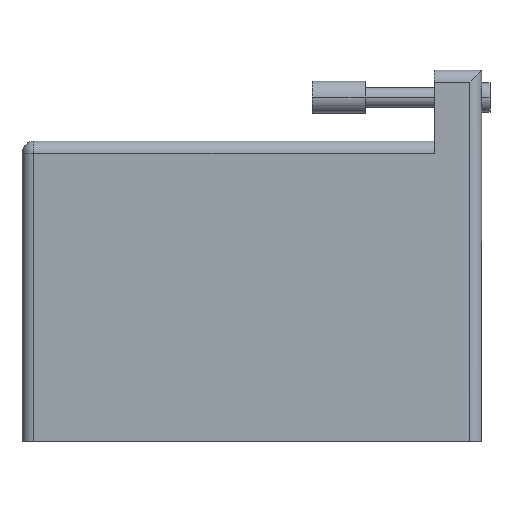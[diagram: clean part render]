
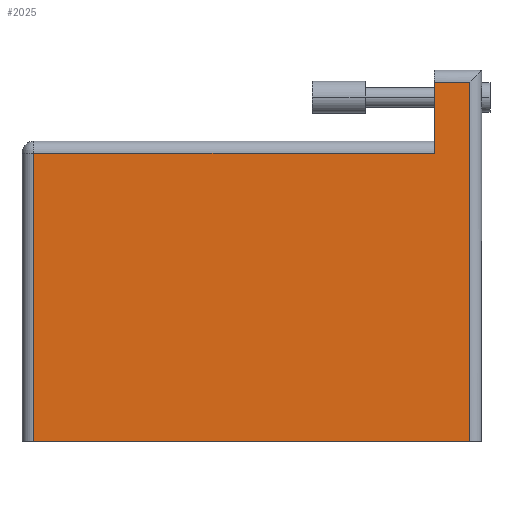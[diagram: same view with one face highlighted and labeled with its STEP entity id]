
A CAD part, top view. The second image highlights one B-rep face of the part: STEP entity #2025.
In plain terms, the highlighted planar face has unit normal (0, 0, 1).
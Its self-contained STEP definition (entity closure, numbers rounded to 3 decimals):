
#68 = DIRECTION ( 'NONE',  ( 0., -1., 0. ) ) ;
#115 = ORIENTED_EDGE ( 'NONE', *, *, #1245, .T. ) ;
#244 = CARTESIAN_POINT ( 'NONE',  ( 61.925, 55.753, 0. ) ) ;
#308 = VECTOR ( 'NONE', #1318, 1000. ) ;
#375 = DIRECTION ( 'NONE',  ( 0., 0., -1. ) ) ;
#396 = DIRECTION ( 'NONE',  ( 1., 0., 0. ) ) ;
#404 = EDGE_CURVE ( 'NONE', #1311, #1899, #1480, .T. ) ;
#430 = ORIENTED_EDGE ( 'NONE', *, *, #487, .T. ) ;
#439 = EDGE_LOOP ( 'NONE', ( #488, #881, #430, #115, #2210, #2042 ) ) ;
#469 = VECTOR ( 'NONE', #396, 1000. ) ;
#487 = EDGE_CURVE ( 'NONE', #638, #1187, #1105, .T. ) ;
#488 = ORIENTED_EDGE ( 'NONE', *, *, #1492, .T. ) ;
#576 = DIRECTION ( 'NONE',  ( 0., -1., 0. ) ) ;
#603 = VECTOR ( 'NONE', #708, 1000. ) ;
#638 = VERTEX_POINT ( 'NONE', #2116 ) ;
#698 = DIRECTION ( 'NONE',  ( -1., 0., 0. ) ) ;
#708 = DIRECTION ( 'NONE',  ( -1., 0., 0. ) ) ;
#724 = EDGE_CURVE ( 'NONE', #774, #1311, #1949, .T. ) ;
#725 = LINE ( 'NONE', #1222, #2203 ) ;
#754 = PLANE ( 'NONE',  #1691 ) ;
#774 = VERTEX_POINT ( 'NONE', #1460 ) ;
#800 = EDGE_CURVE ( 'NONE', #2070, #638, #2183, .T. ) ;
#881 = ORIENTED_EDGE ( 'NONE', *, *, #800, .T. ) ;
#918 = LINE ( 'NONE', #2190, #308 ) ;
#1053 = VECTOR ( 'NONE', #576, 1000. ) ;
#1105 = LINE ( 'NONE', #1491, #469 ) ;
#1131 = CARTESIAN_POINT ( 'NONE',  ( 1.778, 43.307, 0. ) ) ;
#1187 = VERTEX_POINT ( 'NONE', #1643 ) ;
#1222 = CARTESIAN_POINT ( 'NONE',  ( 0., 43.307, 0. ) ) ;
#1245 = EDGE_CURVE ( 'NONE', #1187, #774, #918, .T. ) ;
#1311 = VERTEX_POINT ( 'NONE', #1700 ) ;
#1318 = DIRECTION ( 'NONE',  ( 0., 1., 0. ) ) ;
#1460 = CARTESIAN_POINT ( 'NONE',  ( 67.259, 53.975, 0. ) ) ;
#1480 = LINE ( 'NONE', #244, #1702 ) ;
#1491 = CARTESIAN_POINT ( 'NONE',  ( 0., 0., 0. ) ) ;
#1492 = EDGE_CURVE ( 'NONE', #1899, #2070, #725, .T. ) ;
#1591 = CARTESIAN_POINT ( 'NONE',  ( 61.925, 43.307, 0. ) ) ;
#1643 = CARTESIAN_POINT ( 'NONE',  ( 67.259, 0., 0. ) ) ;
#1691 = AXIS2_PLACEMENT_3D ( 'NONE', #2176, #375, #2163 ) ;
#1700 = CARTESIAN_POINT ( 'NONE',  ( 61.925, 53.975, 0. ) ) ;
#1702 = VECTOR ( 'NONE', #68, 1000. ) ;
#1835 = CARTESIAN_POINT ( 'NONE',  ( 0., 53.975, 0. ) ) ;
#1899 = VERTEX_POINT ( 'NONE', #1591 ) ;
#1949 = LINE ( 'NONE', #1835, #603 ) ;
#2025 = ADVANCED_FACE ( 'NONE', ( #2141 ), #754, .F. ) ;
#2042 = ORIENTED_EDGE ( 'NONE', *, *, #404, .T. ) ;
#2070 = VERTEX_POINT ( 'NONE', #1131 ) ;
#2116 = CARTESIAN_POINT ( 'NONE',  ( 1.778, 0., 0. ) ) ;
#2141 = FACE_OUTER_BOUND ( 'NONE', #439, .T. ) ;
#2163 = DIRECTION ( 'NONE',  ( -1., 0., 0. ) ) ;
#2171 = CARTESIAN_POINT ( 'NONE',  ( 1.778, 0., 0. ) ) ;
#2176 = CARTESIAN_POINT ( 'NONE',  ( 0., 45.085, 0. ) ) ;
#2183 = LINE ( 'NONE', #2171, #1053 ) ;
#2190 = CARTESIAN_POINT ( 'NONE',  ( 67.259, 55.753, 0. ) ) ;
#2203 = VECTOR ( 'NONE', #698, 1000. ) ;
#2210 = ORIENTED_EDGE ( 'NONE', *, *, #724, .T. ) ;
